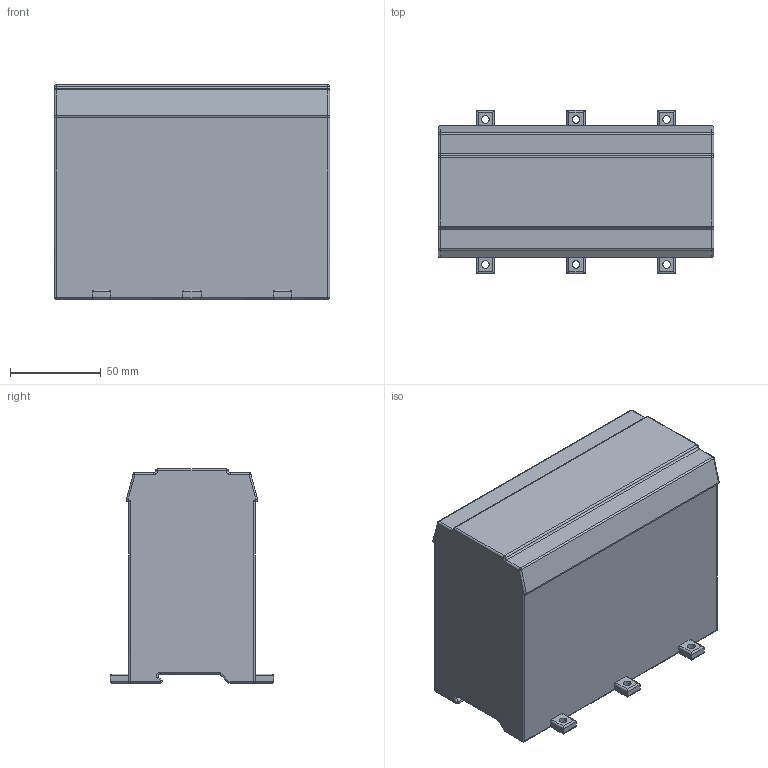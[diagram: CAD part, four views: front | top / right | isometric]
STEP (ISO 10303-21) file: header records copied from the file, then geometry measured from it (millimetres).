
FILE_DESCRIPTION((''),'2;1');
FILE_NAME('SLVA_F300081A','2006-01-03T',('Pepperl+Fuchs'),('Industriehansa'),'PRO/ENGINEER BY PARAMETRIC TECHNOLOGY CORPORATION, 2005290','PRO/ENGINEER BY PARAMETRIC TECHNOLOGY CORPORATION, 2005290','');
FILE_SCHEMA(('AUTOMOTIVE_DESIGN_CC2 { 1 2 10303 214 -1 1 5 2 }'));
Length unit declared in the file: millimetre
Products named in the file (1): SLVA_F300081A
Bounding box: 152 x 90 x 118.2 mm (x, y, z)
Volume: 1221260.4 mm3; surface area: 75342.5 mm2
Topology: 1 solids, 1 shells, 164 faces, 380 edges, 224 vertices
Faces by surface type: cylinder 96, plane 40, sphere 20, torus 8
Entity records: 5991 total; most frequent: CARTESIAN_POINT 1063, DIRECTION 794, ORIENTED_EDGE 748, PRESENTATION_STYLE_ASSIGNMENT 382, STYLED_ITEM 382, CURVE_STYLE 381, EDGE_CURVE 374, AXIS2_PLACEMENT_3D 289
